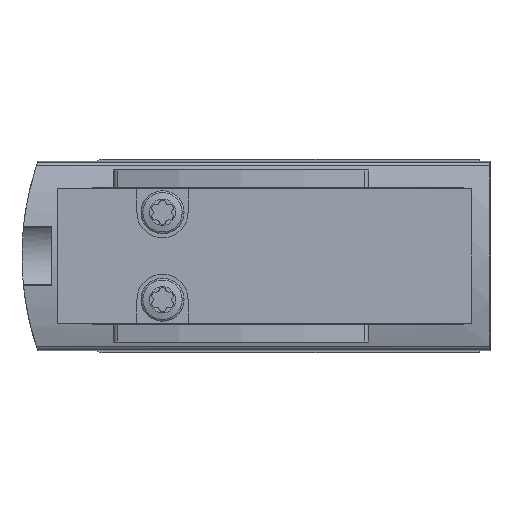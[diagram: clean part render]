
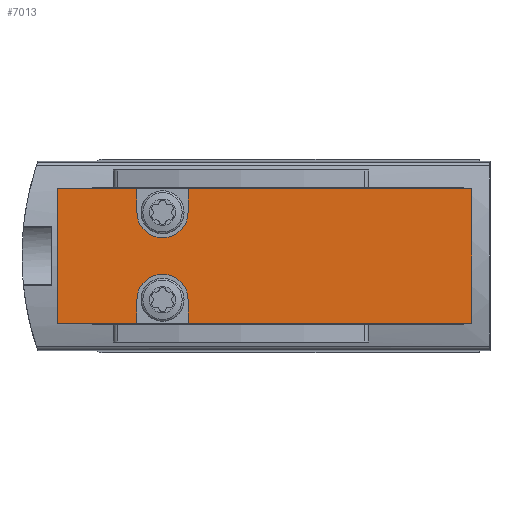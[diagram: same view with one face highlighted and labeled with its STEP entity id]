
A CAD part, left-side view. The second image highlights one B-rep face of the part: STEP entity #7013.
In plain terms, the highlighted planar face has unit normal (-1, 0, 0).
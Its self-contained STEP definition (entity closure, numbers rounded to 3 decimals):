
#51=PLANE('',#7499);
#305=LINE('',#11021,#855);
#309=LINE('',#11029,#859);
#311=LINE('',#11034,#861);
#315=LINE('',#11042,#865);
#318=LINE('',#11048,#868);
#319=LINE('',#11050,#869);
#320=LINE('',#11051,#870);
#321=LINE('',#11055,#871);
#322=LINE('',#11056,#872);
#323=LINE('',#11057,#873);
#855=VECTOR('',#8507,1000.);
#859=VECTOR('',#8511,1000.);
#861=VECTOR('',#8515,1000.);
#865=VECTOR('',#8519,1000.);
#868=VECTOR('',#8524,1000.);
#869=VECTOR('',#8525,1000.);
#870=VECTOR('',#8526,1000.);
#871=VECTOR('',#8529,1000.);
#872=VECTOR('',#8530,1000.);
#873=VECTOR('',#8531,1000.);
#1488=ORIENTED_EDGE('',*,*,#3646,.T.);
#1489=ORIENTED_EDGE('',*,*,#3637,.F.);
#1490=ORIENTED_EDGE('',*,*,#3647,.F.);
#1491=ORIENTED_EDGE('',*,*,#3639,.T.);
#1492=ORIENTED_EDGE('',*,*,#3648,.F.);
#1493=ORIENTED_EDGE('',*,*,#3649,.T.);
#1494=ORIENTED_EDGE('',*,*,#3650,.T.);
#1495=ORIENTED_EDGE('',*,*,#3643,.T.);
#1496=ORIENTED_EDGE('',*,*,#3651,.T.);
#1497=ORIENTED_EDGE('',*,*,#3633,.F.);
#1498=ORIENTED_EDGE('',*,*,#3652,.T.);
#1499=ORIENTED_EDGE('',*,*,#3653,.T.);
#3633=EDGE_CURVE('',#4712,#4713,#305,.T.);
#3637=EDGE_CURVE('',#4716,#4710,#309,.T.);
#3639=EDGE_CURVE('',#4719,#4717,#311,.T.);
#3643=EDGE_CURVE('',#4723,#4722,#315,.T.);
#3646=EDGE_CURVE('',#4725,#4710,#318,.T.);
#3647=EDGE_CURVE('',#4719,#4716,#319,.T.);
#3648=EDGE_CURVE('',#4726,#4717,#320,.T.);
#3649=EDGE_CURVE('',#4726,#4727,#5373,.T.);
#3650=EDGE_CURVE('',#4727,#4723,#321,.T.);
#3651=EDGE_CURVE('',#4722,#4713,#322,.T.);
#3652=EDGE_CURVE('',#4712,#4728,#323,.T.);
#3653=EDGE_CURVE('',#4728,#4725,#5374,.T.);
#4710=VERTEX_POINT('',#11016);
#4712=VERTEX_POINT('',#11020);
#4713=VERTEX_POINT('',#11022);
#4716=VERTEX_POINT('',#11028);
#4717=VERTEX_POINT('',#11032);
#4719=VERTEX_POINT('',#11035);
#4722=VERTEX_POINT('',#11041);
#4723=VERTEX_POINT('',#11043);
#4725=VERTEX_POINT('',#11049);
#4726=VERTEX_POINT('',#11052);
#4727=VERTEX_POINT('',#11054);
#4728=VERTEX_POINT('',#11058);
#5373=CIRCLE('',#7500,1.9);
#5374=CIRCLE('',#7501,1.9);
#5832=EDGE_LOOP('',(#1488,#1489,#1490,#1491,#1492,#1493,#1494,#1495,#1496,
#1497,#1498,#1499));
#6316=FACE_BOUND('',#5832,.T.);
#7013=ADVANCED_FACE('',(#6316),#51,.F.);
#7499=AXIS2_PLACEMENT_3D('',#11047,#8522,#8523);
#7500=AXIS2_PLACEMENT_3D('',#11053,#8527,#8528);
#7501=AXIS2_PLACEMENT_3D('',#11059,#8532,#8533);
#8507=DIRECTION('',(0.,-1.,0.));
#8511=DIRECTION('',(0.,-1.,0.));
#8515=DIRECTION('',(0.,-1.,0.));
#8519=DIRECTION('',(0.,-1.,0.));
#8522=DIRECTION('',(1.,0.,0.));
#8523=DIRECTION('',(0.,0.,-1.));
#8524=DIRECTION('',(0.,0.,1.));
#8525=DIRECTION('',(0.,0.,1.));
#8526=DIRECTION('',(0.,0.,-1.));
#8527=DIRECTION('',(1.,0.,0.));
#8528=DIRECTION('',(0.,0.,-1.));
#8529=DIRECTION('',(0.,0.,-1.));
#8530=DIRECTION('',(0.,0.,1.));
#8531=DIRECTION('',(0.,0.,-1.));
#8532=DIRECTION('',(1.,0.,0.));
#8533=DIRECTION('',(0.,0.,-1.));
#11016=CARTESIAN_POINT('',(-46.3,25.45,5.));
#11020=CARTESIAN_POINT('',(-46.3,21.65,5.));
#11021=CARTESIAN_POINT('',(-46.3,31.35,5.));
#11022=CARTESIAN_POINT('',(-46.3,0.55,5.));
#11028=CARTESIAN_POINT('',(-46.3,31.35,5.));
#11029=CARTESIAN_POINT('',(-46.3,31.35,5.));
#11032=CARTESIAN_POINT('',(-46.3,25.45,-5.));
#11034=CARTESIAN_POINT('',(-46.3,31.35,-5.));
#11035=CARTESIAN_POINT('',(-46.3,31.35,-5.));
#11041=CARTESIAN_POINT('',(-46.3,0.55,-5.));
#11042=CARTESIAN_POINT('',(-46.3,31.35,-5.));
#11043=CARTESIAN_POINT('',(-46.3,21.65,-5.));
#11047=CARTESIAN_POINT('',(-46.3,31.35,-5.));
#11048=CARTESIAN_POINT('',(-46.3,25.45,3.25));
#11049=CARTESIAN_POINT('',(-46.3,25.45,3.25));
#11050=CARTESIAN_POINT('',(-46.3,31.35,-5.));
#11051=CARTESIAN_POINT('',(-46.3,25.45,-5.));
#11052=CARTESIAN_POINT('',(-46.3,25.45,-3.25));
#11053=CARTESIAN_POINT('',(-46.3,23.55,-3.25));
#11054=CARTESIAN_POINT('',(-46.3,21.65,-3.25));
#11055=CARTESIAN_POINT('',(-46.3,21.65,-3.25));
#11056=CARTESIAN_POINT('',(-46.3,0.55,-5.));
#11057=CARTESIAN_POINT('',(-46.3,21.65,6.25));
#11058=CARTESIAN_POINT('',(-46.3,21.65,3.25));
#11059=CARTESIAN_POINT('',(-46.3,23.55,3.25));
